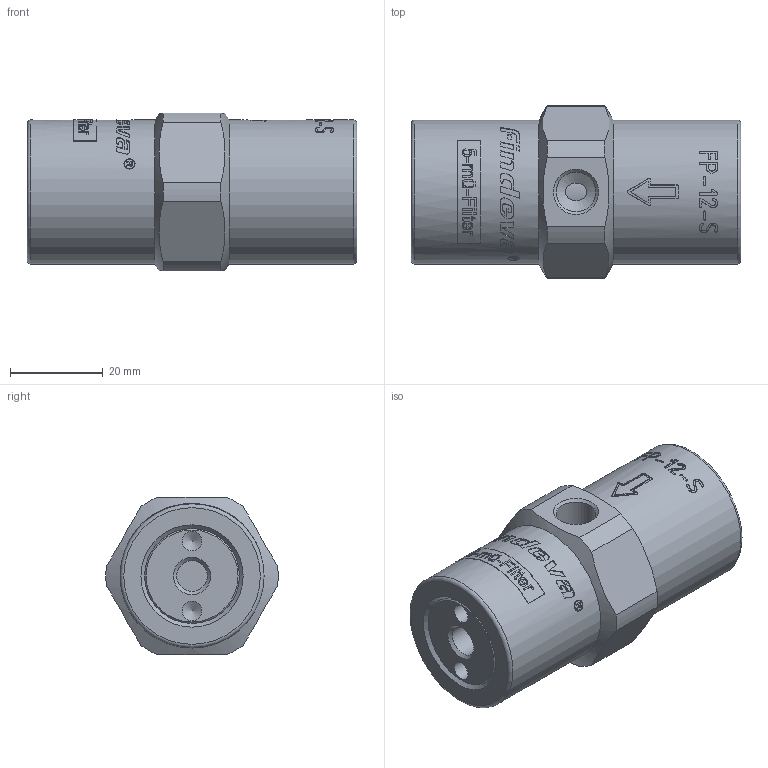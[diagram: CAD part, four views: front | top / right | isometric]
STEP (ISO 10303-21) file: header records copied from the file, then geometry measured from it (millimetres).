
FILE_DESCRIPTION((''),'2;1');
FILE_NAME('9012-10-M.stp','2012-04-02T23:03:29',('Petr'),(''),'Autodesk Inventor 2011','Autodesk Inventor 2011','');
FILE_SCHEMA(('CONFIG_CONTROL_DESIGN'));
Length unit declared in the file: millimetre
Products named in the file (1): 9012-10-M
Bounding box: 71 x 37.09 x 34 mm (x, y, z)
Volume: 54629.4 mm3; surface area: 10164.6 mm2
Topology: 1 solids, 1 shells, 444 faces, 1183 edges, 786 vertices
Faces by surface type: bspline 200, plane 172, cylinder 56, cone 14, torus 2
Full cylindrical faces by diameter (mm): 4.2 x4, 6.647 x1, 8.566 x2, 31 x2
Entity records: 47933 total; most frequent: CARTESIAN_POINT 38232, ORIENTED_EDGE 2292, DIRECTION 1232, EDGE_CURVE 1146, VERTEX_POINT 774, B_SPLINE_CURVE_WITH_KNOTS 545, EDGE_LOOP 514, FACE_OUTER_BOUND 444
